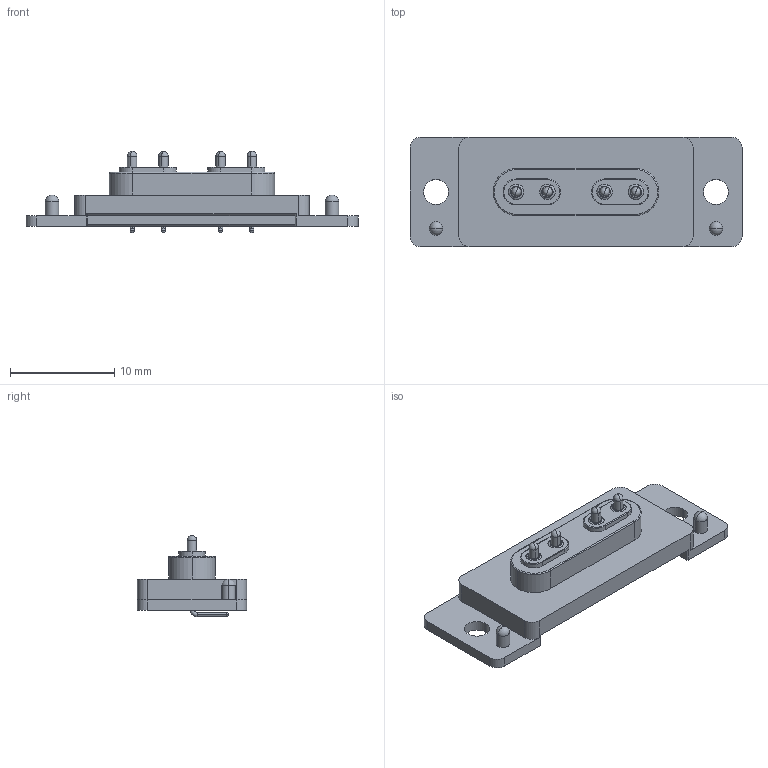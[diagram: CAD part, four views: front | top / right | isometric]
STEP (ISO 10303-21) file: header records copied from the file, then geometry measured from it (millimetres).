
FILE_DESCRIPTION (( 'STEP AP214' ), '1' );
FILE_NAME ('UEBK-12552_2018_02_20.STEP', '2018-02-20T14:07:29', ( '' ), ( '' ), 'SwSTEP 2.0', 'SolidWorks 2017', '' );
FILE_SCHEMA (( 'AUTOMOTIVE_DESIGN' ));
Length unit declared in the file: millimetre
Products named in the file (5): UEBK-12552-Pin1; UEBK-12552-Gehäuse; UEBK-12552_2018_02_20; UEBK-12552-Pin_2018_02_20; UEBK-12552-Pin2
Assembly tree (7 placements, depth 3):
  UEBK-12552_2018_02_20
    UEBK-12552-Gehäuse
    UEBK-12552-Pin_2018_02_20  x4
      UEBK-12552-Pin1
      UEBK-12552-Pin2
Bounding box: 31.9 x 10.5 x 7.8 mm (x, y, z)
Volume: 821.4 mm3; surface area: 1288.1 mm2
Topology: 9 solids, 9 shells, 165 faces, 410 edges, 254 vertices
Faces by surface type: cylinder 71, plane 49, torus 25, sphere 12, bspline 8
Entity records: 3553 total; most frequent: CARTESIAN_POINT 685, DIRECTION 617, ORIENTED_EDGE 528, EDGE_CURVE 264, AXIS2_PLACEMENT_3D 240, VERTEX_POINT 170, LINE 137, VECTOR 137
